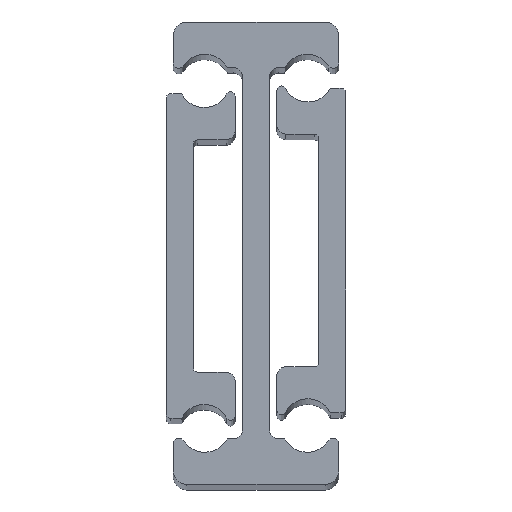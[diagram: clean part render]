
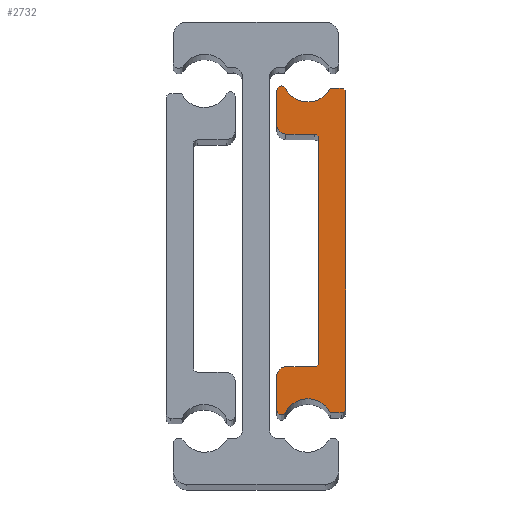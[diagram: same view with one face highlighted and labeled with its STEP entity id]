
A CAD part, top view. The second image highlights one B-rep face of the part: STEP entity #2732.
In plain terms, the highlighted planar face has unit normal (0, 0, 1).
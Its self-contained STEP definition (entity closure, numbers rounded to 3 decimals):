
#24 = EDGE_CURVE ( 'NONE', #360, #317, #103, .T. ) ;
#32 = EDGE_CURVE ( 'NONE', #339, #348, #130, .T. ) ;
#33 = EDGE_CURVE ( 'NONE', #334, #349, #125, .T. ) ;
#37 = EDGE_CURVE ( 'NONE', #335, #328, #253, .T. ) ;
#38 = EDGE_CURVE ( 'NONE', #325, #327, #109, .T. ) ;
#42 = EDGE_CURVE ( 'NONE', #328, #526, #1015, .T. ) ;
#43 = EDGE_CURVE ( 'NONE', #333, #339, #129, .T. ) ;
#70 = EDGE_CURVE ( 'NONE', #358, #333, #2259, .T. ) ;
#72 = AXIS2_PLACEMENT_3D ( 'NONE', #402, #400, #504 ) ;
#77 = EDGE_CURVE ( 'NONE', #347, #330, #2264, .T. ) ;
#79 = EDGE_CURVE ( 'NONE', #327, #335, #2269, .T. ) ;
#83 = EDGE_CURVE ( 'NONE', #313, #315, #2276, .T. ) ;
#84 = EDGE_CURVE ( 'NONE', #315, #325, #2278, .T. ) ;
#89 = EDGE_CURVE ( 'NONE', #317, #313, #2283, .T. ) ;
#91 = EDGE_CURVE ( 'NONE', #348, #334, #2285, .T. ) ;
#94 = EDGE_CURVE ( 'NONE', #349, #347, #2291, .T. ) ;
#103 = CIRCLE ( 'NONE', #72, 0.5 ) ;
#109 = LINE ( 'NONE', #356, #136 ) ;
#122 = VECTOR ( 'NONE', #387, 1000. ) ;
#125 = CIRCLE ( 'NONE', #1156, 0.5 ) ;
#129 = LINE ( 'NONE', #397, #135 ) ;
#130 = CIRCLE ( 'NONE', #1157, 1. ) ;
#135 = VECTOR ( 'NONE', #432, 1000. ) ;
#136 = VECTOR ( 'NONE', #411, 1000. ) ;
#253 = LINE ( 'NONE', #283, #122 ) ;
#254 = DIRECTION ( 'NONE',  ( 0., 0., 1. ) ) ;
#255 = DIRECTION ( 'NONE',  ( 1., 0., 0. ) ) ;
#256 = CARTESIAN_POINT ( 'NONE',  ( 2.78, 17.534, 350. ) ) ;
#257 = DIRECTION ( 'NONE',  ( 1., 0., 0. ) ) ;
#258 = DIRECTION ( 'NONE',  ( 0., 0., 1. ) ) ;
#259 = CARTESIAN_POINT ( 'NONE',  ( 5.68, 19.045, 350. ) ) ;
#260 = DIRECTION ( 'NONE',  ( 0., 0., -1. ) ) ;
#283 = CARTESIAN_POINT ( 'NONE',  ( 3.28, 12.75, 350. ) ) ;
#302 = DIRECTION ( 'NONE',  ( 1., 0., 0. ) ) ;
#303 = CARTESIAN_POINT ( 'NONE',  ( 8.154, -17.8, 350. ) ) ;
#313 = VERTEX_POINT ( 'NONE', #1368 ) ;
#315 = VERTEX_POINT ( 'NONE', #1364 ) ;
#317 = VERTEX_POINT ( 'NONE', #1362 ) ;
#318 = DIRECTION ( 'NONE',  ( 1., 0., 0. ) ) ;
#323 = CARTESIAN_POINT ( 'NONE',  ( 3.28, 13.75, 350. ) ) ;
#325 = VERTEX_POINT ( 'NONE', #1395 ) ;
#327 = VERTEX_POINT ( 'NONE', #1398 ) ;
#328 = VERTEX_POINT ( 'NONE', #1403 ) ;
#330 = VERTEX_POINT ( 'NONE', #1405 ) ;
#333 = VERTEX_POINT ( 'NONE', #1409 ) ;
#334 = VERTEX_POINT ( 'NONE', #1410 ) ;
#335 = VERTEX_POINT ( 'NONE', #1411 ) ;
#339 = VERTEX_POINT ( 'NONE', #1393 ) ;
#347 = VERTEX_POINT ( 'NONE', #1400 ) ;
#348 = VERTEX_POINT ( 'NONE', #1471 ) ;
#349 = VERTEX_POINT ( 'NONE', #1465 ) ;
#356 = CARTESIAN_POINT ( 'NONE',  ( 2.28, 17.534, 350. ) ) ;
#357 = DIRECTION ( 'NONE',  ( 1., 0., 0. ) ) ;
#358 = VERTEX_POINT ( 'NONE', #1468 ) ;
#360 = VERTEX_POINT ( 'NONE', #1459 ) ;
#366 = VERTEX_POINT ( 'NONE', #1460 ) ;
#386 = DIRECTION ( 'NONE',  ( 1., 0., 0. ) ) ;
#387 = DIRECTION ( 'NONE',  ( 1., 0., 0. ) ) ;
#390 = DIRECTION ( 'NONE',  ( 0., 0., -1. ) ) ;
#391 = DIRECTION ( 'NONE',  ( 1., 0., 0. ) ) ;
#397 = CARTESIAN_POINT ( 'NONE',  ( 6.38, -12.75, 350. ) ) ;
#399 = DIRECTION ( 'NONE',  ( 0., 0., -1. ) ) ;
#400 = DIRECTION ( 'NONE',  ( 0., 0., 1. ) ) ;
#402 = CARTESIAN_POINT ( 'NONE',  ( 9.33, 17.3, 350. ) ) ;
#407 = CARTESIAN_POINT ( 'NONE',  ( 2.78, -17.534, 350. ) ) ;
#411 = DIRECTION ( 'NONE',  ( 0., -1., 0. ) ) ;
#426 = DIRECTION ( 'NONE',  ( 0., 0., 1. ) ) ;
#432 = DIRECTION ( 'NONE',  ( -1., 0., 0. ) ) ;
#461 = CARTESIAN_POINT ( 'NONE',  ( 6.38, 12.25, 350. ) ) ;
#462 = DIRECTION ( 'NONE',  ( 0., 0., 1. ) ) ;
#499 = CARTESIAN_POINT ( 'NONE',  ( 3.28, -13.75, 350. ) ) ;
#504 = DIRECTION ( 'NONE',  ( 1., 0., 0. ) ) ;
#523 = CARTESIAN_POINT ( 'NONE',  ( 6.38, -12.25, 350. ) ) ;
#526 = VERTEX_POINT ( 'NONE', #1517 ) ;
#590 = ORIENTED_EDGE ( 'NONE', *, *, #84, .T. ) ;
#591 = ORIENTED_EDGE ( 'NONE', *, *, #38, .T. ) ;
#595 = ORIENTED_EDGE ( 'NONE', *, *, #79, .T. ) ;
#618 = EDGE_LOOP ( 'NONE', ( #960, #961, #645, #649, #818, #590, #591, #595, #956, #957, #958, #948, #949, #950, #778, #767, #768, #788 ) ) ;
#645 = ORIENTED_EDGE ( 'NONE', *, *, #24, .T. ) ;
#649 = ORIENTED_EDGE ( 'NONE', *, *, #89, .T. ) ;
#767 = ORIENTED_EDGE ( 'NONE', *, *, #33, .T. ) ;
#768 = ORIENTED_EDGE ( 'NONE', *, *, #94, .T. ) ;
#778 = ORIENTED_EDGE ( 'NONE', *, *, #91, .T. ) ;
#788 = ORIENTED_EDGE ( 'NONE', *, *, #77, .T. ) ;
#818 = ORIENTED_EDGE ( 'NONE', *, *, #83, .T. ) ;
#948 = ORIENTED_EDGE ( 'NONE', *, *, #70, .T. ) ;
#949 = ORIENTED_EDGE ( 'NONE', *, *, #43, .T. ) ;
#950 = ORIENTED_EDGE ( 'NONE', *, *, #32, .T. ) ;
#956 = ORIENTED_EDGE ( 'NONE', *, *, #37, .T. ) ;
#957 = ORIENTED_EDGE ( 'NONE', *, *, #42, .T. ) ;
#958 = ORIENTED_EDGE ( 'NONE', *, *, #1146, .T. ) ;
#960 = ORIENTED_EDGE ( 'NONE', *, *, #1147, .T. ) ;
#961 = ORIENTED_EDGE ( 'NONE', *, *, #1131, .T. ) ;
#1015 = CIRCLE ( 'NONE', #1158, 0.5 ) ;
#1131 = EDGE_CURVE ( 'NONE', #366, #360, #2499, .T. ) ;
#1146 = EDGE_CURVE ( 'NONE', #526, #358, #2521, .T. ) ;
#1147 = EDGE_CURVE ( 'NONE', #330, #366, #2524, .T. ) ;
#1156 = AXIS2_PLACEMENT_3D ( 'NONE', #407, #426, #386 ) ;
#1157 = AXIS2_PLACEMENT_3D ( 'NONE', #499, #462, #357 ) ;
#1158 = AXIS2_PLACEMENT_3D ( 'NONE', #461, #390, #391 ) ;
#1174 = AXIS2_PLACEMENT_3D ( 'NONE', #323, #258, #257 ) ;
#1176 = AXIS2_PLACEMENT_3D ( 'NONE', #523, #399, #302 ) ;
#1177 = AXIS2_PLACEMENT_3D ( 'NONE', #256, #254, #1401 ) ;
#1179 = AXIS2_PLACEMENT_3D ( 'NONE', #1446, #1445, #1442 ) ;
#1180 = AXIS2_PLACEMENT_3D ( 'NONE', #259, #260, #255 ) ;
#1256 = AXIS2_PLACEMENT_3D ( 'NONE', #2189, #2200, #2201 ) ;
#1296 = AXIS2_PLACEMENT_3D ( 'NONE', #1677, #1689, #1690 ) ;
#1362 = CARTESIAN_POINT ( 'NONE',  ( 9.33, 17.8, 350. ) ) ;
#1364 = CARTESIAN_POINT ( 'NONE',  ( 3.223, 17.765, 350. ) ) ;
#1368 = CARTESIAN_POINT ( 'NONE',  ( 8.154, 17.8, 350. ) ) ;
#1393 = CARTESIAN_POINT ( 'NONE',  ( 3.28, -12.75, 350. ) ) ;
#1395 = CARTESIAN_POINT ( 'NONE',  ( 2.28, 17.534, 350. ) ) ;
#1398 = CARTESIAN_POINT ( 'NONE',  ( 2.28, 13.75, 350. ) ) ;
#1400 = CARTESIAN_POINT ( 'NONE',  ( 8.154, -17.8, 350. ) ) ;
#1401 = DIRECTION ( 'NONE',  ( 1., 0., 0. ) ) ;
#1403 = CARTESIAN_POINT ( 'NONE',  ( 6.38, 12.75, 350. ) ) ;
#1405 = CARTESIAN_POINT ( 'NONE',  ( 9.33, -17.8, 350. ) ) ;
#1409 = CARTESIAN_POINT ( 'NONE',  ( 6.38, -12.75, 350. ) ) ;
#1410 = CARTESIAN_POINT ( 'NONE',  ( 2.28, -17.534, 350. ) ) ;
#1411 = CARTESIAN_POINT ( 'NONE',  ( 3.28, 12.75, 350. ) ) ;
#1430 = DIRECTION ( 'NONE',  ( 0., -1., 0. ) ) ;
#1434 = CARTESIAN_POINT ( 'NONE',  ( 9.33, 17.8, 350. ) ) ;
#1435 = DIRECTION ( 'NONE',  ( -1., 0., 0. ) ) ;
#1441 = CARTESIAN_POINT ( 'NONE',  ( 2.28, -13.75, 350. ) ) ;
#1442 = DIRECTION ( 'NONE',  ( 1., 0., 0. ) ) ;
#1445 = DIRECTION ( 'NONE',  ( 0., 0., -1. ) ) ;
#1446 = CARTESIAN_POINT ( 'NONE',  ( 5.68, -19.045, 350. ) ) ;
#1459 = CARTESIAN_POINT ( 'NONE',  ( 9.83, 17.3, 350. ) ) ;
#1460 = CARTESIAN_POINT ( 'NONE',  ( 9.83, -17.3, 350. ) ) ;
#1465 = CARTESIAN_POINT ( 'NONE',  ( 3.223, -17.765, 350. ) ) ;
#1468 = CARTESIAN_POINT ( 'NONE',  ( 6.88, -12.25, 350. ) ) ;
#1471 = CARTESIAN_POINT ( 'NONE',  ( 2.28, -13.75, 350. ) ) ;
#1517 = CARTESIAN_POINT ( 'NONE',  ( 6.88, 12.25, 350. ) ) ;
#1674 = PLANE ( 'NONE',  #1296 ) ;
#1677 = CARTESIAN_POINT ( 'NONE',  ( 9.33, -17.3, 350. ) ) ;
#1689 = DIRECTION ( 'NONE',  ( 0., 0., 1. ) ) ;
#1690 = DIRECTION ( 'NONE',  ( 1., 0., 0. ) ) ;
#2158 = CARTESIAN_POINT ( 'NONE',  ( 9.83, -17.3, 350. ) ) ;
#2159 = DIRECTION ( 'NONE',  ( 0., 1., 0. ) ) ;
#2189 = CARTESIAN_POINT ( 'NONE',  ( 9.33, -17.3, 350. ) ) ;
#2198 = CARTESIAN_POINT ( 'NONE',  ( 6.88, 12.25, 350. ) ) ;
#2199 = DIRECTION ( 'NONE',  ( 0., -1., 0. ) ) ;
#2200 = DIRECTION ( 'NONE',  ( 0., 0., 1. ) ) ;
#2201 = DIRECTION ( 'NONE',  ( 1., 0., 0. ) ) ;
#2257 = VECTOR ( 'NONE', #318, 1000. ) ;
#2259 = CIRCLE ( 'NONE', #1176, 0.5 ) ;
#2264 = LINE ( 'NONE', #303, #2257 ) ;
#2269 = CIRCLE ( 'NONE', #1174, 1. ) ;
#2276 = CIRCLE ( 'NONE', #1180, 2.77 ) ;
#2277 = VECTOR ( 'NONE', #1430, 1000. ) ;
#2278 = CIRCLE ( 'NONE', #1177, 0.5 ) ;
#2283 = LINE ( 'NONE', #1434, #2284 ) ;
#2284 = VECTOR ( 'NONE', #1435, 1000. ) ;
#2285 = LINE ( 'NONE', #1441, #2277 ) ;
#2291 = CIRCLE ( 'NONE', #1179, 2.77 ) ;
#2499 = LINE ( 'NONE', #2158, #2500 ) ;
#2500 = VECTOR ( 'NONE', #2159, 1000. ) ;
#2521 = LINE ( 'NONE', #2198, #2522 ) ;
#2522 = VECTOR ( 'NONE', #2199, 1000. ) ;
#2524 = CIRCLE ( 'NONE', #1256, 0.5 ) ;
#2593 = FACE_OUTER_BOUND ( 'NONE', #618, .T. ) ;
#2732 = ADVANCED_FACE ( 'NONE', ( #2593 ), #1674, .T. ) ;
